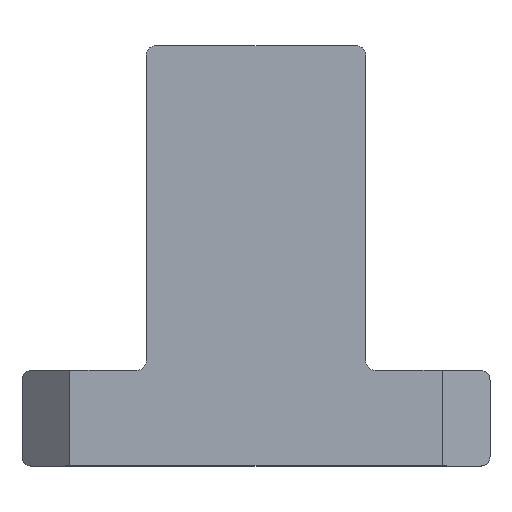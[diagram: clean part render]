
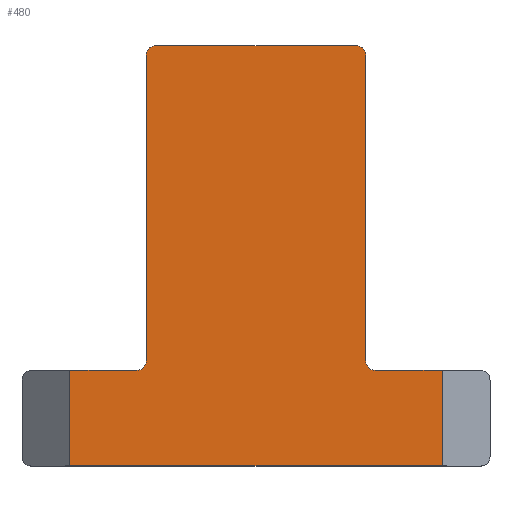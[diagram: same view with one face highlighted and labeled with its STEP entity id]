
A CAD part, top view. The second image highlights one B-rep face of the part: STEP entity #480.
In plain terms, the highlighted planar face has unit normal (0, 0, 1).
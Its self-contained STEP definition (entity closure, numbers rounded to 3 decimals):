
#6 = CARTESIAN_POINT ( 'NONE',  ( 5.75, 5.5, 7.75 ) ) ;
#23 = CARTESIAN_POINT ( 'NONE',  ( 6.25, 5., 7.75 ) ) ;
#26 = CARTESIAN_POINT ( 'NONE',  ( -5.25, 21.5, 7.75 ) ) ;
#41 = CARTESIAN_POINT ( 'NONE',  ( -12.25, 5., 7.75 ) ) ;
#58 = AXIS2_PLACEMENT_3D ( 'NONE', #26, #479, #713 ) ;
#82 = CARTESIAN_POINT ( 'NONE',  ( 5.25, 21.5, 7.75 ) ) ;
#89 = EDGE_CURVE ( 'NONE', #1066, #1152, #983, .T. ) ;
#96 = DIRECTION ( 'NONE',  ( 0., -1., 0. ) ) ;
#97 = DIRECTION ( 'NONE',  ( 1., 0., 0. ) ) ;
#104 = VERTEX_POINT ( 'NONE', #214 ) ;
#105 = VECTOR ( 'NONE', #1131, 1000. ) ;
#132 = DIRECTION ( 'NONE',  ( -1., 0., 0. ) ) ;
#136 = VERTEX_POINT ( 'NONE', #1325 ) ;
#152 = CARTESIAN_POINT ( 'NONE',  ( -9.75, 5., 7.75 ) ) ;
#178 = VECTOR ( 'NONE', #568, 1000. ) ;
#187 = CARTESIAN_POINT ( 'NONE',  ( 9.75, 5., 7.75 ) ) ;
#196 = DIRECTION ( 'NONE',  ( 0., 1., 0. ) ) ;
#202 = VECTOR ( 'NONE', #196, 1000. ) ;
#214 = CARTESIAN_POINT ( 'NONE',  ( -6.25, 5., 7.75 ) ) ;
#325 = EDGE_CURVE ( 'NONE', #749, #136, #1317, .T. ) ;
#337 = PLANE ( 'NONE',  #628 ) ;
#355 = CARTESIAN_POINT ( 'NONE',  ( -9.75, 0., 7.75 ) ) ;
#395 = CARTESIAN_POINT ( 'NONE',  ( -5.75, 5.5, 7.75 ) ) ;
#413 = CIRCLE ( 'NONE', #58, 0.5 ) ;
#414 = VECTOR ( 'NONE', #1210, 1000. ) ;
#419 = CIRCLE ( 'NONE', #1239, 0.5 ) ;
#424 = CARTESIAN_POINT ( 'NONE',  ( 12.25, 0., 7.75 ) ) ;
#427 = CARTESIAN_POINT ( 'NONE',  ( 0., 0., 7.75 ) ) ;
#441 = ORIENTED_EDGE ( 'NONE', *, *, #683, .T. ) ;
#463 = CIRCLE ( 'NONE', #1000, 0.5 ) ;
#464 = LINE ( 'NONE', #355, #178 ) ;
#473 = LINE ( 'NONE', #599, #105 ) ;
#479 = DIRECTION ( 'NONE',  ( 0., 0., 1. ) ) ;
#480 = ADVANCED_FACE ( 'NONE', ( #1117 ), #337, .F. ) ;
#489 = LINE ( 'NONE', #41, #900 ) ;
#560 = DIRECTION ( 'NONE',  ( -1., 0., 0. ) ) ;
#568 = DIRECTION ( 'NONE',  ( 0., -1., 0. ) ) ;
#571 = CARTESIAN_POINT ( 'NONE',  ( -5.75, 5., 7.75 ) ) ;
#588 = VERTEX_POINT ( 'NONE', #1104 ) ;
#596 = DIRECTION ( 'NONE',  ( -1., 0., 0. ) ) ;
#599 = CARTESIAN_POINT ( 'NONE',  ( 5.75, 5., 7.75 ) ) ;
#628 = AXIS2_PLACEMENT_3D ( 'NONE', #427, #989, #762 ) ;
#632 = VERTEX_POINT ( 'NONE', #152 ) ;
#635 = CARTESIAN_POINT ( 'NONE',  ( -5.75, 22., 7.75 ) ) ;
#651 = EDGE_CURVE ( 'NONE', #1039, #1092, #473, .T. ) ;
#683 = EDGE_CURVE ( 'NONE', #1152, #104, #694, .T. ) ;
#687 = CARTESIAN_POINT ( 'NONE',  ( 6.25, 5.5, 7.75 ) ) ;
#692 = EDGE_CURVE ( 'NONE', #136, #1066, #413, .T. ) ;
#694 = CIRCLE ( 'NONE', #1047, 0.5 ) ;
#703 = EDGE_CURVE ( 'NONE', #104, #632, #489, .T. ) ;
#713 = DIRECTION ( 'NONE',  ( -1., 0., 0. ) ) ;
#717 = ORIENTED_EDGE ( 'NONE', *, *, #1303, .T. ) ;
#722 = ORIENTED_EDGE ( 'NONE', *, *, #692, .T. ) ;
#749 = VERTEX_POINT ( 'NONE', #1190 ) ;
#762 = DIRECTION ( 'NONE',  ( -1., 0., 0. ) ) ;
#781 = VECTOR ( 'NONE', #847, 1000. ) ;
#812 = VECTOR ( 'NONE', #97, 1000. ) ;
#823 = CARTESIAN_POINT ( 'NONE',  ( 9.75, 0., 7.75 ) ) ;
#835 = ORIENTED_EDGE ( 'NONE', *, *, #1068, .T. ) ;
#847 = DIRECTION ( 'NONE',  ( -1., 0., 0. ) ) ;
#875 = LINE ( 'NONE', #1427, #414 ) ;
#876 = EDGE_CURVE ( 'NONE', #1224, #1393, #1202, .T. ) ;
#898 = CARTESIAN_POINT ( 'NONE',  ( 5.75, 21.5, 7.75 ) ) ;
#900 = VECTOR ( 'NONE', #1156, 1000. ) ;
#907 = ORIENTED_EDGE ( 'NONE', *, *, #1043, .T. ) ;
#934 = EDGE_CURVE ( 'NONE', #1393, #1102, #875, .T. ) ;
#962 = ORIENTED_EDGE ( 'NONE', *, *, #651, .T. ) ;
#964 = EDGE_LOOP ( 'NONE', ( #1274, #907, #717, #1086, #1230, #835, #962, #1459, #1218, #722, #1077, #441 ) ) ;
#983 = LINE ( 'NONE', #571, #1110 ) ;
#989 = DIRECTION ( 'NONE',  ( 0., 0., -1. ) ) ;
#1000 = AXIS2_PLACEMENT_3D ( 'NONE', #687, #1384, #596 ) ;
#1005 = CARTESIAN_POINT ( 'NONE',  ( 9.75, 0., 7.75 ) ) ;
#1017 = CARTESIAN_POINT ( 'NONE',  ( -5.75, 21.5, 7.75 ) ) ;
#1039 = VERTEX_POINT ( 'NONE', #6 ) ;
#1043 = EDGE_CURVE ( 'NONE', #632, #588, #464, .T. ) ;
#1047 = AXIS2_PLACEMENT_3D ( 'NONE', #1275, #1244, #132 ) ;
#1066 = VERTEX_POINT ( 'NONE', #1017 ) ;
#1068 = EDGE_CURVE ( 'NONE', #1102, #1039, #463, .T. ) ;
#1077 = ORIENTED_EDGE ( 'NONE', *, *, #89, .T. ) ;
#1086 = ORIENTED_EDGE ( 'NONE', *, *, #876, .T. ) ;
#1087 = DIRECTION ( 'NONE',  ( 0., 0., 1. ) ) ;
#1092 = VERTEX_POINT ( 'NONE', #898 ) ;
#1102 = VERTEX_POINT ( 'NONE', #23 ) ;
#1104 = CARTESIAN_POINT ( 'NONE',  ( -9.75, 0., 7.75 ) ) ;
#1110 = VECTOR ( 'NONE', #96, 1000. ) ;
#1117 = FACE_OUTER_BOUND ( 'NONE', #964, .T. ) ;
#1131 = DIRECTION ( 'NONE',  ( 0., 1., 0. ) ) ;
#1152 = VERTEX_POINT ( 'NONE', #395 ) ;
#1156 = DIRECTION ( 'NONE',  ( -1., 0., 0. ) ) ;
#1190 = CARTESIAN_POINT ( 'NONE',  ( 5.25, 22., 7.75 ) ) ;
#1202 = LINE ( 'NONE', #1005, #202 ) ;
#1210 = DIRECTION ( 'NONE',  ( -1., 0., 0. ) ) ;
#1218 = ORIENTED_EDGE ( 'NONE', *, *, #325, .T. ) ;
#1224 = VERTEX_POINT ( 'NONE', #823 ) ;
#1230 = ORIENTED_EDGE ( 'NONE', *, *, #934, .T. ) ;
#1239 = AXIS2_PLACEMENT_3D ( 'NONE', #82, #1087, #560 ) ;
#1244 = DIRECTION ( 'NONE',  ( 0., 0., -1. ) ) ;
#1274 = ORIENTED_EDGE ( 'NONE', *, *, #703, .T. ) ;
#1275 = CARTESIAN_POINT ( 'NONE',  ( -6.25, 5.5, 7.75 ) ) ;
#1303 = EDGE_CURVE ( 'NONE', #588, #1224, #1336, .T. ) ;
#1317 = LINE ( 'NONE', #635, #781 ) ;
#1325 = CARTESIAN_POINT ( 'NONE',  ( -5.25, 22., 7.75 ) ) ;
#1336 = LINE ( 'NONE', #424, #812 ) ;
#1384 = DIRECTION ( 'NONE',  ( 0., 0., -1. ) ) ;
#1393 = VERTEX_POINT ( 'NONE', #187 ) ;
#1405 = EDGE_CURVE ( 'NONE', #1092, #749, #419, .T. ) ;
#1427 = CARTESIAN_POINT ( 'NONE',  ( 12.25, 5., 7.75 ) ) ;
#1459 = ORIENTED_EDGE ( 'NONE', *, *, #1405, .T. ) ;
